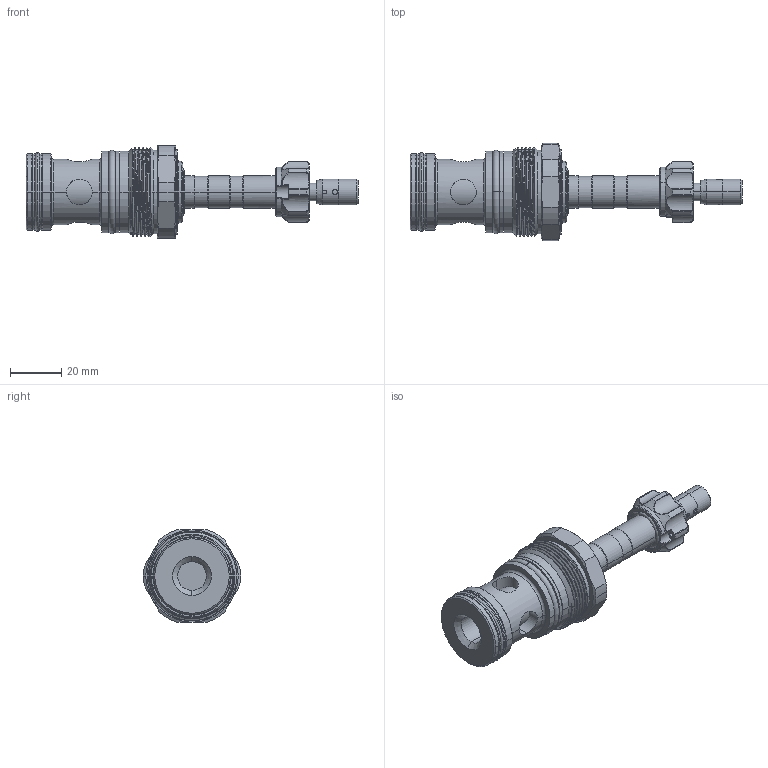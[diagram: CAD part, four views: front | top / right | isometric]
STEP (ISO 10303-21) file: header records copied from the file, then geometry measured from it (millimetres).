
FILE_DESCRIPTION (( 'STEP AP203' ), '1' );
FILE_NAME ('EP35MV2A10T05.STEP', '2020-04-16T03:52:37', ( '' ), ( '' ), 'SwSTEP 2.0', 'SolidWorks 2018', '' );
FILE_SCHEMA (( 'CONFIG_CONTROL_DESIGN' ));
Length unit declared in the file: millimetre
Products named in the file (1): EP35MV2A10T05
Bounding box: 129.4 x 37.9 x 36 mm (x, y, z)
Volume: 52154.1 mm3; surface area: 16370.2 mm2
Topology: 4 solids, 4 shells, 323 faces, 749 edges, 456 vertices
Faces by surface type: cylinder 151, cone 55, torus 43, plane 37, bspline 37
Entity records: 13710 total; most frequent: CARTESIAN_POINT 6596, ORIENTED_EDGE 1490, DIRECTION 1464, EDGE_CURVE 745, AXIS2_PLACEMENT_3D 633, VERTEX_POINT 454, EDGE_LOOP 355, CIRCLE 346
